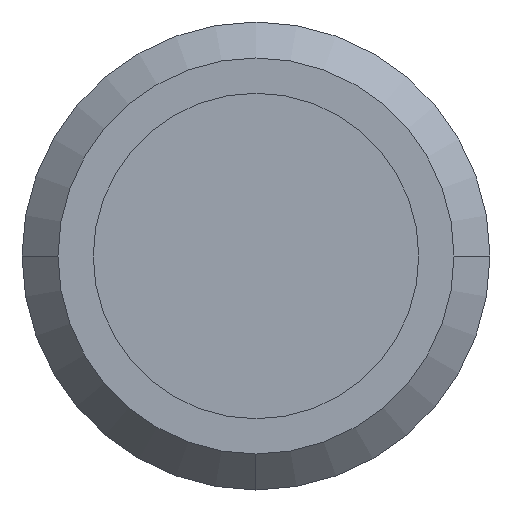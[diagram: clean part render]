
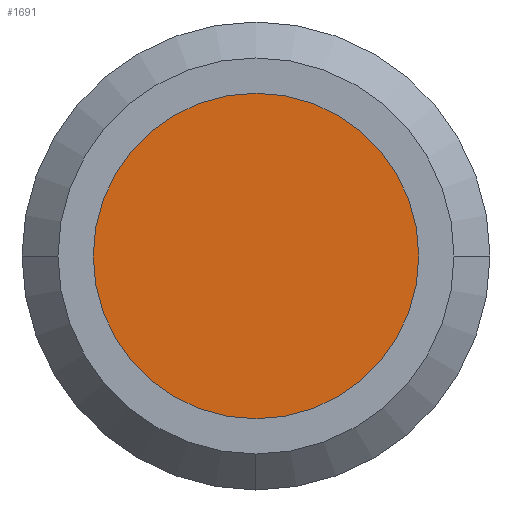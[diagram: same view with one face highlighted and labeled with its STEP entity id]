
A CAD part, left-side view. The second image highlights one B-rep face of the part: STEP entity #1691.
In plain terms, the highlighted planar face has unit normal (-1, 0, 0).
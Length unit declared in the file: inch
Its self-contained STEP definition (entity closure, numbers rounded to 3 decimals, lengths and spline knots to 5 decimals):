
#261 = DIRECTION ( 'NONE',  ( -1., 0., 0. ) ) ;
#526 = EDGE_CURVE ( 'NONE', #1020, #5867, #5338, .T. ) ;
#580 = AXIS2_PLACEMENT_3D ( 'NONE', #1458, #2800, #1860 ) ;
#639 = EDGE_CURVE ( 'NONE', #5867, #4339, #4963, .T. ) ;
#878 = DIRECTION ( 'NONE',  ( -1., 0., 0. ) ) ;
#1020 = VERTEX_POINT ( 'NONE', #5602 ) ;
#1029 = CARTESIAN_POINT ( 'NONE',  ( 0.12008, -0.09449, 0. ) ) ;
#1054 = ORIENTED_EDGE ( 'NONE', *, *, #526, .T. ) ;
#1057 = AXIS2_PLACEMENT_3D ( 'NONE', #3568, #878, #5377 ) ;
#1458 = CARTESIAN_POINT ( 'NONE',  ( 0.12008, 0., 0. ) ) ;
#1691 = ADVANCED_FACE ( 'NONE', ( #2715 ), #2161, .T. ) ;
#1787 = ORIENTED_EDGE ( 'NONE', *, *, #4310, .T. ) ;
#1860 = DIRECTION ( 'NONE',  ( 0., 0., 1. ) ) ;
#2072 = CARTESIAN_POINT ( 'NONE',  ( 0.12008, 0., 0.09449 ) ) ;
#2161 = PLANE ( 'NONE',  #1057 ) ;
#2520 = ORIENTED_EDGE ( 'NONE', *, *, #639, .T. ) ;
#2670 = EDGE_LOOP ( 'NONE', ( #1054, #2520, #1787 ) ) ;
#2715 = FACE_OUTER_BOUND ( 'NONE', #2670, .T. ) ;
#2800 = DIRECTION ( 'NONE',  ( -1., 0., 0. ) ) ;
#2925 = DIRECTION ( 'NONE',  ( 0., 0., 1. ) ) ;
#2949 = DIRECTION ( 'NONE',  ( 0., 0., 1. ) ) ;
#3010 = CARTESIAN_POINT ( 'NONE',  ( 0.12008, 0., 0. ) ) ;
#3419 = CARTESIAN_POINT ( 'NONE',  ( 0.12008, 0., 0. ) ) ;
#3568 = CARTESIAN_POINT ( 'NONE',  ( 0.12008, 0., 0. ) ) ;
#3747 = CIRCLE ( 'NONE', #3845, 0.09449 ) ;
#3845 = AXIS2_PLACEMENT_3D ( 'NONE', #3419, #3926, #2925 ) ;
#3926 = DIRECTION ( 'NONE',  ( -1., 0., 0. ) ) ;
#4310 = EDGE_CURVE ( 'NONE', #4339, #1020, #3747, .T. ) ;
#4339 = VERTEX_POINT ( 'NONE', #2072 ) ;
#4963 = CIRCLE ( 'NONE', #580, 0.09449 ) ;
#5338 = CIRCLE ( 'NONE', #5914, 0.09449 ) ;
#5377 = DIRECTION ( 'NONE',  ( 0., 0., 1. ) ) ;
#5602 = CARTESIAN_POINT ( 'NONE',  ( 0.12008, 0.09449, 0. ) ) ;
#5867 = VERTEX_POINT ( 'NONE', #1029 ) ;
#5914 = AXIS2_PLACEMENT_3D ( 'NONE', #3010, #261, #2949 ) ;
